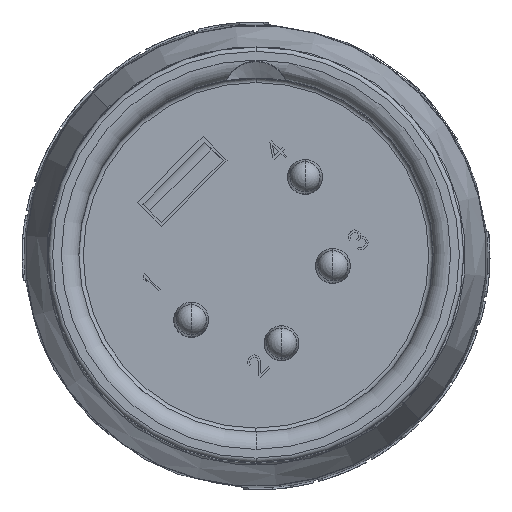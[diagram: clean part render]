
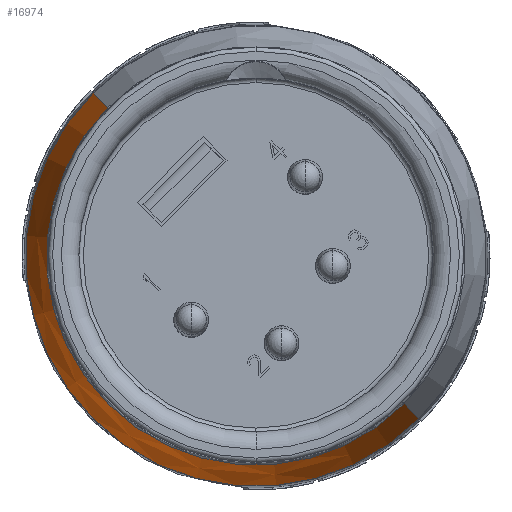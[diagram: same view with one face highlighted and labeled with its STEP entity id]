
A CAD part, top view. The second image highlights one B-rep face of the part: STEP entity #16974.
In plain terms, the highlighted conical face has half-angle 14.997 degrees and reference radius 10.056 mm.
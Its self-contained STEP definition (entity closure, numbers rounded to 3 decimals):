
#3873=CARTESIAN_POINT('',(0.,0.,2.929));
#3874=DIRECTION('',(0.,0.,1.));
#3875=DIRECTION('',(-0.707,0.707,0.));
#3876=AXIS2_PLACEMENT_3D('',#3873,#3874,#3875);
#3878=DIRECTION('',(-0.183,0.183,0.966));
#3879=VECTOR('',#3878,3.699);
#3880=CARTESIAN_POINT('',(7.449,-7.449,
-0.643));
#3881=LINE('',#3880,#3879);
#3882=CARTESIAN_POINT('',(0.,0.,-0.643));
#3883=DIRECTION('',(0.,0.,1.));
#3884=DIRECTION('',(-0.707,0.707,0.));
#3885=AXIS2_PLACEMENT_3D('',#3882,#3883,#3884);
#3887=DIRECTION('',(0.183,-0.183,0.966));
#3888=VECTOR('',#3887,3.699);
#3889=CARTESIAN_POINT('',(-7.449,7.449,
-0.643));
#3890=LINE('',#3889,#3888);
#10294=CARTESIAN_POINT('',(-6.772,6.772,
2.929));
#10295=CARTESIAN_POINT('',(6.772,-6.772,
2.929));
#10296=VERTEX_POINT('',#10294);
#10297=VERTEX_POINT('',#10295);
#10298=CARTESIAN_POINT('',(-7.449,7.449,
-0.643));
#10299=CARTESIAN_POINT('',(7.449,-7.449,
-0.643));
#10300=VERTEX_POINT('',#10298);
#10301=VERTEX_POINT('',#10299);
#16960=CARTESIAN_POINT('',(0.,0.,1.143));
#16961=DIRECTION('',(0.,0.,-1.));
#16962=DIRECTION('',(-0.707,0.707,0.));
#16963=AXIS2_PLACEMENT_3D('',#16960,#16961,#16962);
#16964=CONICAL_SURFACE('',#16963,10.056,14.997);
#16965=ORIENTED_EDGE('',*,*,#16941,.T.);
#16967=ORIENTED_EDGE('',*,*,#16966,.F.);
#16969=ORIENTED_EDGE('',*,*,#16968,.F.);
#16971=ORIENTED_EDGE('',*,*,#16970,.T.);
#16972=EDGE_LOOP('',(#16965,#16967,#16969,#16971));
#16973=FACE_OUTER_BOUND('',#16972,.F.);
#16974=ADVANCED_FACE('',(#16973),#16964,.T.);
#3877=CIRCLE('',#3876,9.578);
#3886=CIRCLE('',#3885,10.535);
#16941=EDGE_CURVE('',#10296,#10297,#3877,.T.);
#16966=EDGE_CURVE('',#10301,#10297,#3881,.T.);
#16968=EDGE_CURVE('',#10300,#10301,#3886,.T.);
#16970=EDGE_CURVE('',#10300,#10296,#3890,.T.);
